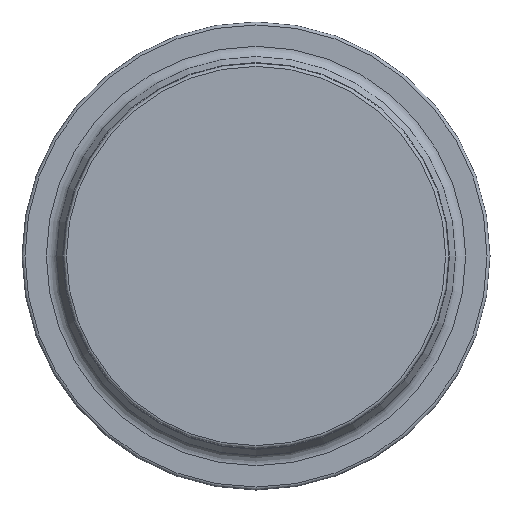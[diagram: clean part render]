
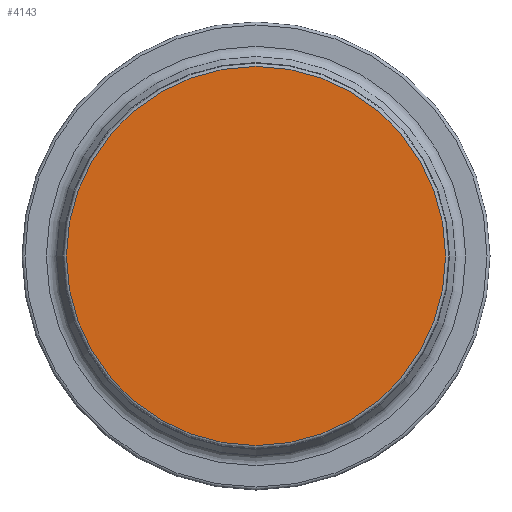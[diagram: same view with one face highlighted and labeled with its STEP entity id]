
A CAD part, front view. The second image highlights one B-rep face of the part: STEP entity #4143.
In plain terms, the highlighted face is planar.
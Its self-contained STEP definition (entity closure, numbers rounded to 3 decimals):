
#992=PLANE('',#4275);
#1335=FACE_OUTER_BOUND('',#1671,.T.);
#1671=EDGE_LOOP('',(#3856));
#1721=CIRCLE('',#4276,3.2);
#2118=VERTEX_POINT('',#9675);
#2699=EDGE_CURVE('',#2118,#2118,#1721,.T.);
#3856=ORIENTED_EDGE('',*,*,#2699,.F.);
#4143=ADVANCED_FACE('',(#1335),#992,.T.);
#4275=AXIS2_PLACEMENT_3D('',#9674,#4722,#4723);
#4276=AXIS2_PLACEMENT_3D('',#9676,#4724,#4725);
#4722=DIRECTION('center_axis',(0.,1.,0.));
#4723=DIRECTION('ref_axis',(0.,0.,1.));
#4724=DIRECTION('center_axis',(0.,-1.,0.));
#4725=DIRECTION('ref_axis',(-1.,0.,0.));
#9674=CARTESIAN_POINT('Origin',(-1.6,1.007,0.));
#9675=CARTESIAN_POINT('',(-3.2,1.007,0.));
#9676=CARTESIAN_POINT('Origin',(0.,1.007,0.));
